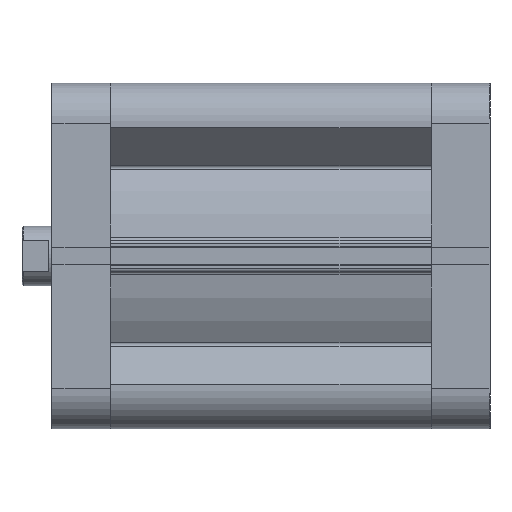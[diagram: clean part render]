
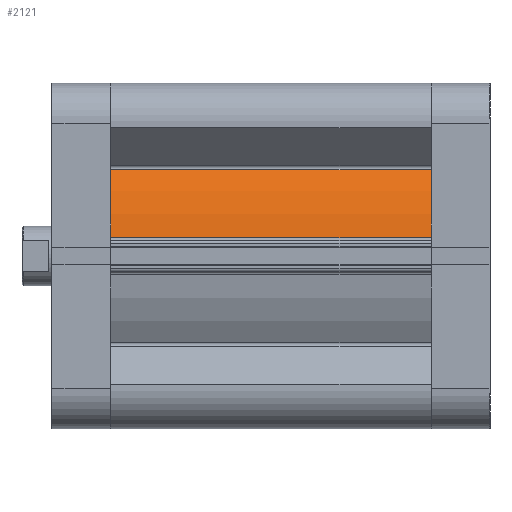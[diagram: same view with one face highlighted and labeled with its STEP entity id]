
A CAD part, front view. The second image highlights one B-rep face of the part: STEP entity #2121.
In plain terms, the highlighted cylindrical face has radius 53.5 mm (diameter 107 mm), a partial arc.
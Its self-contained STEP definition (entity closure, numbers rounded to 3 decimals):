
#1172 = EDGE_LOOP ( 'NONE', ( #9667, #9523, #9683, #9670 ) ) ;
#2121 = ADVANCED_FACE ( 'NONE', ( #3927 ), #3930, .T. ) ;
#2347 = VERTEX_POINT ( 'NONE', #5345 ) ;
#2452 = VERTEX_POINT ( 'NONE', #5450 ) ;
#2486 = VERTEX_POINT ( 'NONE', #5484 ) ;
#2509 = VERTEX_POINT ( 'NONE', #5507 ) ;
#3611 = DIRECTION ( 'NONE',  ( -1., 0., 0. ) ) ;
#3612 = DIRECTION ( 'NONE',  ( 0., 0., -1. ) ) ;
#3613 = CARTESIAN_POINT ( 'NONE',  ( 0., 0., 107.5 ) ) ;
#3927 = FACE_OUTER_BOUND ( 'NONE', #1172, .T. ) ;
#3930 = CYLINDRICAL_SURFACE ( 'NONE', #10644, 53.5 ) ;
#5345 = CARTESIAN_POINT ( 'NONE',  ( 6.135, -53.147, 0. ) ) ;
#5450 = CARTESIAN_POINT ( 'NONE',  ( 6.135, -53.147, 107.5 ) ) ;
#5484 = CARTESIAN_POINT ( 'NONE',  ( 28.996, -44.961, 107.5 ) ) ;
#5507 = CARTESIAN_POINT ( 'NONE',  ( 28.996, -44.961, 0. ) ) ;
#7991 = CIRCLE ( 'NONE', #8367, 53.5 ) ;
#8178 = CIRCLE ( 'NONE', #8428, 53.5 ) ;
#8181 = LINE ( 'NONE', #9027, #8182 ) ;
#8182 = VECTOR ( 'NONE', #9028, 1000. ) ;
#8222 = LINE ( 'NONE', #9086, #8223 ) ;
#8223 = VECTOR ( 'NONE', #9087, 1000. ) ;
#8367 = AXIS2_PLACEMENT_3D ( 'NONE', #8741, #8742, #8743 ) ;
#8428 = AXIS2_PLACEMENT_3D ( 'NONE', #9020, #9021, #9022 ) ;
#8741 = CARTESIAN_POINT ( 'NONE',  ( 0., 0., 107.5 ) ) ;
#8742 = DIRECTION ( 'NONE',  ( 0., 0., 1. ) ) ;
#8743 = DIRECTION ( 'NONE',  ( 1., 0., 0. ) ) ;
#9020 = CARTESIAN_POINT ( 'NONE',  ( 0., 0., 0. ) ) ;
#9021 = DIRECTION ( 'NONE',  ( 0., 0., 1. ) ) ;
#9022 = DIRECTION ( 'NONE',  ( 1., 0., 0. ) ) ;
#9027 = CARTESIAN_POINT ( 'NONE',  ( 6.135, -53.147, 107.5 ) ) ;
#9028 = DIRECTION ( 'NONE',  ( 0., 0., -1. ) ) ;
#9086 = CARTESIAN_POINT ( 'NONE',  ( 28.996, -44.961, 107.5 ) ) ;
#9087 = DIRECTION ( 'NONE',  ( 0., 0., 1. ) ) ;
#9523 = ORIENTED_EDGE ( 'NONE', *, *, #11162, .T. ) ;
#9667 = ORIENTED_EDGE ( 'NONE', *, *, #11134, .T. ) ;
#9670 = ORIENTED_EDGE ( 'NONE', *, *, #11137, .T. ) ;
#9683 = ORIENTED_EDGE ( 'NONE', *, *, #11018, .F. ) ;
#10644 = AXIS2_PLACEMENT_3D ( 'NONE', #3613, #3612, #3611 ) ;
#11018 = EDGE_CURVE ( 'NONE', #2452, #2486, #7991, .T. ) ;
#11134 = EDGE_CURVE ( 'NONE', #2347, #2509, #8178, .T. ) ;
#11137 = EDGE_CURVE ( 'NONE', #2452, #2347, #8181, .T. ) ;
#11162 = EDGE_CURVE ( 'NONE', #2509, #2486, #8222, .T. ) ;
